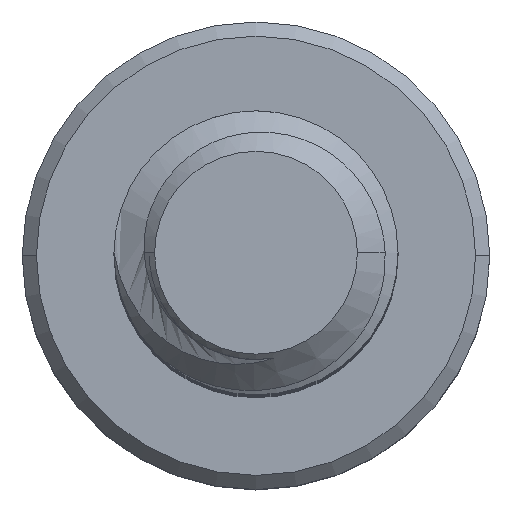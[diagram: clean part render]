
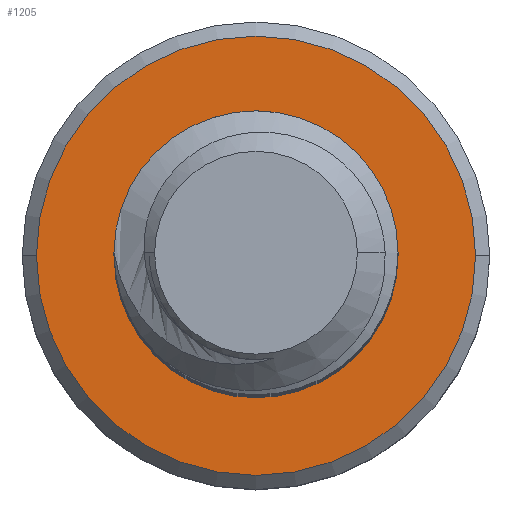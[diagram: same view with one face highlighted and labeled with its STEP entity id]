
A CAD part, top view. The second image highlights one B-rep face of the part: STEP entity #1205.
In plain terms, the highlighted planar face has unit normal (0, 0, 1).
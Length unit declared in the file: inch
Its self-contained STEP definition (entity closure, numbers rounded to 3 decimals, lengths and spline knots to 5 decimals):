
#110 = DIRECTION ( 'NONE',  ( -1., 0., 0. ) ) ;
#111 = DIRECTION ( 'NONE',  ( 0., 0., 1. ) ) ;
#117 = CARTESIAN_POINT ( 'NONE',  ( 0., 0., -1. ) ) ;
#1205 = ADVANCED_FACE ( 'NONE', ( #4823, #4815 ), #3854, .F. ) ;
#1607 = DIRECTION ( 'NONE',  ( 1., 0., 0. ) ) ;
#1608 = DIRECTION ( 'NONE',  ( 0., 0., 1. ) ) ;
#1611 = CARTESIAN_POINT ( 'NONE',  ( 0., 0., -1. ) ) ;
#3601 = CARTESIAN_POINT ( 'NONE',  ( 0., 0.082, -1. ) ) ;
#3648 = CARTESIAN_POINT ( 'NONE',  ( -0.05745, 0.05851, -1. ) ) ;
#3707 = CARTESIAN_POINT ( 'NONE',  ( 0.04323, -0.04403, -1. ) ) ;
#3785 = DIRECTION ( 'NONE',  ( -1., 0., 0. ) ) ;
#3808 = DIRECTION ( 'NONE',  ( 0., 0., -1. ) ) ;
#3848 = CARTESIAN_POINT ( 'NONE',  ( 0., 0., -1. ) ) ;
#3854 = PLANE ( 'NONE',  #8139 ) ;
#4085 = CARTESIAN_POINT ( 'NONE',  ( -0.05745, 0.05851, -1. ) ) ;
#4086 = CARTESIAN_POINT ( 'NONE',  ( -0.06202, 0.05296, -1. ) ) ;
#4087 = CARTESIAN_POINT ( 'NONE',  ( -0.06584, 0.04685, -1. ) ) ;
#4144 = CARTESIAN_POINT ( 'NONE',  ( 0.04498, 0.06238, -1. ) ) ;
#4145 = CARTESIAN_POINT ( 'NONE',  ( 0.00716, 0.08132, -1. ) ) ;
#4146 = CARTESIAN_POINT ( 'NONE',  ( 0.05011, 0.05722, -1. ) ) ;
#4147 = CARTESIAN_POINT ( 'NONE',  ( 0.03367, 0.07096, -1. ) ) ;
#4149 = CARTESIAN_POINT ( 'NONE',  ( 0.01407, 0.07967, -1. ) ) ;
#4150 = CARTESIAN_POINT ( 'NONE',  ( 0.02736, 0.07449, -1. ) ) ;
#4155 = CARTESIAN_POINT ( 'NONE',  ( 0.06718, 0.02624, -1. ) ) ;
#4156 = CARTESIAN_POINT ( 'NONE',  ( 0.06931, 0.00491, -1. ) ) ;
#4157 = CARTESIAN_POINT ( 'NONE',  ( 0.06864, 0.01922, -1. ) ) ;
#4158 = CARTESIAN_POINT ( 'NONE',  ( 0.06218, 0.03952, -1. ) ) ;
#4159 = CARTESIAN_POINT ( 'NONE',  ( 0.05863, 0.04587, -1. ) ) ;
#4165 = CARTESIAN_POINT ( 'NONE',  ( 0.04903, -0.03974, -1. ) ) ;
#4166 = CARTESIAN_POINT ( 'NONE',  ( 0.04323, -0.04403, -1. ) ) ;
#4170 = CARTESIAN_POINT ( 'NONE',  ( 0.05388, -0.03451, -1. ) ) ;
#4171 = CARTESIAN_POINT ( 'NONE',  ( 0.06179, -0.02251, -1. ) ) ;
#4172 = CARTESIAN_POINT ( 'NONE',  ( 0.06472, -0.01604, -1. ) ) ;
#4173 = CARTESIAN_POINT ( 'NONE',  ( 0.06853, -0.00216, -1. ) ) ;
#4266 = CARTESIAN_POINT ( 'NONE',  ( 0., -0.0617, -1. ) ) ;
#4329 = CARTESIAN_POINT ( 'NONE',  ( 0., 0.082, -1. ) ) ;
#4370 = CARTESIAN_POINT ( 'NONE',  ( -0.1268, 0., -1. ) ) ;
#4375 = CARTESIAN_POINT ( 'NONE',  ( 0.1268, 0., -1. ) ) ;
#4426 = DIRECTION ( 'NONE',  ( 1., 0., 0. ) ) ;
#4427 = DIRECTION ( 'NONE',  ( 0., 0., -1. ) ) ;
#4428 = CARTESIAN_POINT ( 'NONE',  ( 0., 0., -1. ) ) ;
#4538 = CARTESIAN_POINT ( 'NONE',  ( -0.07604, 0.0057, -1. ) ) ;
#4539 = CARTESIAN_POINT ( 'NONE',  ( -0.07389, 0.02699, -1. ) ) ;
#4540 = CARTESIAN_POINT ( 'NONE',  ( -0.06238, -0.03445, -1. ) ) ;
#4542 = CARTESIAN_POINT ( 'NONE',  ( -0.06621, -0.02836, -1. ) ) ;
#4543 = CARTESIAN_POINT ( 'NONE',  ( -0.04741, -0.04976, -1. ) ) ;
#4544 = CARTESIAN_POINT ( 'NONE',  ( -0.03499, -0.05696, -1. ) ) ;
#4545 = CARTESIAN_POINT ( 'NONE',  ( -0.0721, -0.01531, -1. ) ) ;
#4549 = CARTESIAN_POINT ( 'NONE',  ( -0.05293, -0.04522, -1. ) ) ;
#4550 = CARTESIAN_POINT ( 'NONE',  ( -0.07408, -0.00841, -1. ) ) ;
#4553 = CARTESIAN_POINT ( 'NONE',  ( -0.0718, 0.03395, -1. ) ) ;
#4554 = CARTESIAN_POINT ( 'NONE',  ( -0.07599, 0.01295, -1. ) ) ;
#4555 = CARTESIAN_POINT ( 'NONE',  ( -0.02833, -0.0595, -1. ) ) ;
#4556 = CARTESIAN_POINT ( 'NONE',  ( -0.01424, -0.06235, -1. ) ) ;
#4557 = CARTESIAN_POINT ( 'NONE',  ( -0.00714, -0.06261, -1. ) ) ;
#4612 = CARTESIAN_POINT ( 'NONE',  ( 0., -0.0617, -1. ) ) ;
#4656 = CIRCLE ( 'NONE', #8158, 0.082 ) ;
#4782 = CIRCLE ( 'NONE', #8129, 0.0617 ) ;
#4815 = FACE_BOUND ( 'NONE', #5994, .T. ) ;
#4823 = FACE_OUTER_BOUND ( 'NONE', #6372, .T. ) ;
#5385 = CIRCLE ( 'NONE', #8168, 0.1268 ) ;
#5475 = CIRCLE ( 'NONE', #8175, 0.1268 ) ;
#5585 = B_SPLINE_CURVE_WITH_KNOTS ( 'NONE', 3,
 ( #4329, #4145, #4149, #4150, #4147, #4144, #4146, #4159, #4158, #4155, #4157, #4156, #4173, #4172, #4171, #4170, #4165, #4166 ),
 .UNSPECIFIED., .F., .F.,
 ( 4, 2, 2, 2, 2, 2, 2, 2, 4 ),
 ( 0., 0.00054, 0.00108, 0.00162, 0.00216, 0.0027, 0.00324, 0.00378, 0.00432 ),
 .UNSPECIFIED. ) ;
#5589 = B_SPLINE_CURVE_WITH_KNOTS ( 'NONE', 3,
 ( #4266, #4557, #4556, #4555, #4544, #4543, #4549, #4540, #4542, #4545, #4550, #4538, #4554, #4539, #4553, #4087, #4086, #4085 ),
 .UNSPECIFIED., .F., .F.,
 ( 4, 2, 2, 2, 2, 2, 2, 2, 4 ),
 ( 0., 0.00054, 0.00108, 0.00162, 0.00216, 0.0027, 0.00325, 0.00379, 0.00433 ),
 .UNSPECIFIED. ) ;
#5840 = ORIENTED_EDGE ( 'NONE', *, *, #7566, .T. ) ;
#5842 = ORIENTED_EDGE ( 'NONE', *, *, #7971, .T. ) ;
#5845 = ORIENTED_EDGE ( 'NONE', *, *, #7573, .T. ) ;
#5846 = ORIENTED_EDGE ( 'NONE', *, *, #7759, .F. ) ;
#5850 = ORIENTED_EDGE ( 'NONE', *, *, #8001, .T. ) ;
#5851 = ORIENTED_EDGE ( 'NONE', *, *, #7570, .T. ) ;
#5994 = EDGE_LOOP ( 'NONE', ( #5846, #5845, #5851, #5840 ) ) ;
#6372 = EDGE_LOOP ( 'NONE', ( #5842, #5850 ) ) ;
#6617 = VERTEX_POINT ( 'NONE', #3707 ) ;
#6666 = VERTEX_POINT ( 'NONE', #3601 ) ;
#6733 = VERTEX_POINT ( 'NONE', #3648 ) ;
#6759 = VERTEX_POINT ( 'NONE', #4612 ) ;
#7157 = VERTEX_POINT ( 'NONE', #4370 ) ;
#7158 = VERTEX_POINT ( 'NONE', #4375 ) ;
#7566 = EDGE_CURVE ( 'NONE', #6759, #6733, #5589, .T. ) ;
#7570 = EDGE_CURVE ( 'NONE', #6617, #6759, #4782, .T. ) ;
#7573 = EDGE_CURVE ( 'NONE', #6666, #6617, #5585, .T. ) ;
#7759 = EDGE_CURVE ( 'NONE', #6666, #6733, #4656, .T. ) ;
#7971 = EDGE_CURVE ( 'NONE', #7157, #7158, #5385, .T. ) ;
#8001 = EDGE_CURVE ( 'NONE', #7158, #7157, #5475, .T. ) ;
#8129 = AXIS2_PLACEMENT_3D ( 'NONE', #4428, #4427, #4426 ) ;
#8139 = AXIS2_PLACEMENT_3D ( 'NONE', #3848, #3808, #3785 ) ;
#8158 = AXIS2_PLACEMENT_3D ( 'NONE', #1611, #1608, #1607 ) ;
#8168 = AXIS2_PLACEMENT_3D ( 'NONE', #117, #111, #110 ) ;
#8175 = AXIS2_PLACEMENT_3D ( 'NONE', #8227, #8215, #8214 ) ;
#8214 = DIRECTION ( 'NONE',  ( -1., 0., 0. ) ) ;
#8215 = DIRECTION ( 'NONE',  ( 0., 0., 1. ) ) ;
#8227 = CARTESIAN_POINT ( 'NONE',  ( 0., 0., -1. ) ) ;
